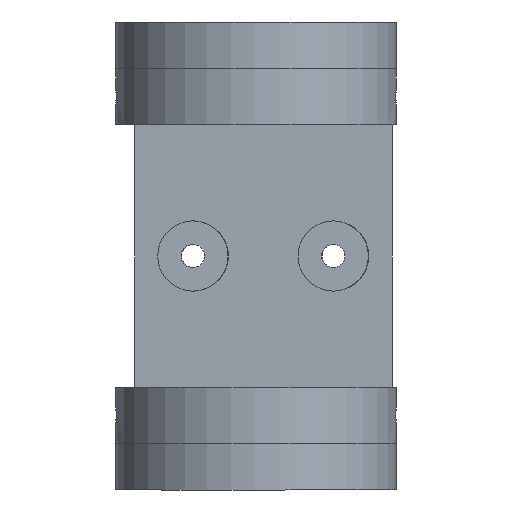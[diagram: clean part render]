
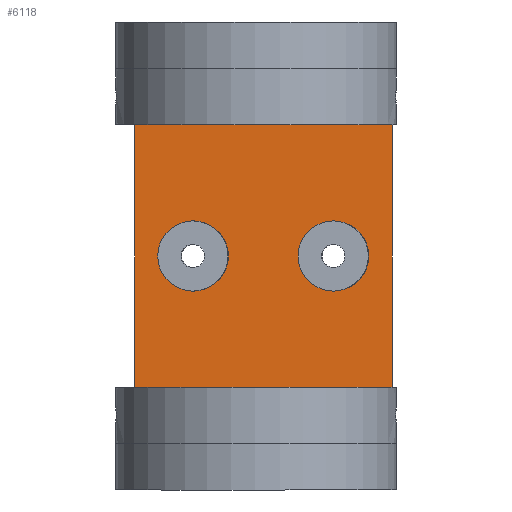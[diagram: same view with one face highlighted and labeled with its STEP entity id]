
A CAD part, left-side view. The second image highlights one B-rep face of the part: STEP entity #6118.
In plain terms, the highlighted face is planar.
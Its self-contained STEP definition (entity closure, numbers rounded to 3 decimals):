
#94 = CARTESIAN_POINT ( 'NONE',  ( 0., 10., 22.5 ) ) ;
#276 = DIRECTION ( 'NONE',  ( 0., 0., -1. ) ) ;
#334 = DIRECTION ( 'NONE',  ( 0., -1., 0. ) ) ;
#345 = DIRECTION ( 'NONE',  ( 1., 0., 0. ) ) ;
#370 = CIRCLE ( 'NONE', #2380, 7.5 ) ;
#657 = CIRCLE ( 'NONE', #3777, 7.5 ) ;
#750 = ORIENTED_EDGE ( 'NONE', *, *, #863, .T. ) ;
#863 = EDGE_CURVE ( 'NONE', #1689, #2556, #4108, .T. ) ;
#915 = CARTESIAN_POINT ( 'NONE',  ( 30., 10., 27.5 ) ) ;
#966 = AXIS2_PLACEMENT_3D ( 'NONE', #3175, #334, #3639 ) ;
#1124 = CIRCLE ( 'NONE', #5191, 7.5 ) ;
#1167 = CIRCLE ( 'NONE', #1684, 7.5 ) ;
#1216 = CARTESIAN_POINT ( 'NONE',  ( -40., 10., -27.5 ) ) ;
#1250 = EDGE_CURVE ( 'NONE', #4695, #1460, #1124, .T. ) ;
#1422 = DIRECTION ( 'NONE',  ( 0., 0., -1. ) ) ;
#1432 = EDGE_LOOP ( 'NONE', ( #5826, #2585 ) ) ;
#1442 = LINE ( 'NONE', #5288, #3907 ) ;
#1460 = VERTEX_POINT ( 'NONE', #5967 ) ;
#1543 = VECTOR ( 'NONE', #2881, 1000. ) ;
#1684 = AXIS2_PLACEMENT_3D ( 'NONE', #5600, #1842, #1886 ) ;
#1689 = VERTEX_POINT ( 'NONE', #5117 ) ;
#1842 = DIRECTION ( 'NONE',  ( 0., 1., 0. ) ) ;
#1886 = DIRECTION ( 'NONE',  ( 0., 0., -1. ) ) ;
#2051 = DIRECTION ( 'NONE',  ( 0., 0., -1. ) ) ;
#2079 = ORIENTED_EDGE ( 'NONE', *, *, #3247, .F. ) ;
#2226 = EDGE_LOOP ( 'NONE', ( #3293, #5126 ) ) ;
#2238 = EDGE_CURVE ( 'NONE', #1460, #4695, #657, .T. ) ;
#2242 = FACE_BOUND ( 'NONE', #1432, .T. ) ;
#2297 = CARTESIAN_POINT ( 'NONE',  ( -40., 10., 27.5 ) ) ;
#2303 = LINE ( 'NONE', #5754, #1543 ) ;
#2330 = DIRECTION ( 'NONE',  ( 0., 1., 0. ) ) ;
#2380 = AXIS2_PLACEMENT_3D ( 'NONE', #5157, #2330, #2825 ) ;
#2556 = VERTEX_POINT ( 'NONE', #5278 ) ;
#2585 = ORIENTED_EDGE ( 'NONE', *, *, #1250, .F. ) ;
#2699 = PLANE ( 'NONE',  #966 ) ;
#2724 = EDGE_CURVE ( 'NONE', #2846, #4630, #1167, .T. ) ;
#2819 = CARTESIAN_POINT ( 'NONE',  ( 0., 10., 7.5 ) ) ;
#2825 = DIRECTION ( 'NONE',  ( 0., 0., -1. ) ) ;
#2846 = VERTEX_POINT ( 'NONE', #94 ) ;
#2881 = DIRECTION ( 'NONE',  ( 0., 0., 1. ) ) ;
#3020 = VECTOR ( 'NONE', #5067, 1000. ) ;
#3175 = CARTESIAN_POINT ( 'NONE',  ( 0., 10., 0. ) ) ;
#3247 = EDGE_CURVE ( 'NONE', #1689, #5154, #2303, .T. ) ;
#3293 = ORIENTED_EDGE ( 'NONE', *, *, #5605, .F. ) ;
#3366 = FACE_OUTER_BOUND ( 'NONE', #6111, .T. ) ;
#3426 = CARTESIAN_POINT ( 'NONE',  ( 0., 10., -7.5 ) ) ;
#3572 = CARTESIAN_POINT ( 'NONE',  ( -30., 10., 27.5 ) ) ;
#3639 = DIRECTION ( 'NONE',  ( 0., 0., -1. ) ) ;
#3642 = FACE_BOUND ( 'NONE', #2226, .T. ) ;
#3777 = AXIS2_PLACEMENT_3D ( 'NONE', #5426, #5962, #276 ) ;
#3845 = DIRECTION ( 'NONE',  ( 0., 1., 0. ) ) ;
#3907 = VECTOR ( 'NONE', #2051, 1000. ) ;
#4064 = ORIENTED_EDGE ( 'NONE', *, *, #4685, .F. ) ;
#4108 = LINE ( 'NONE', #1216, #3020 ) ;
#4208 = ORIENTED_EDGE ( 'NONE', *, *, #4528, .T. ) ;
#4528 = EDGE_CURVE ( 'NONE', #4901, #5154, #5608, .T. ) ;
#4630 = VERTEX_POINT ( 'NONE', #2819 ) ;
#4685 = EDGE_CURVE ( 'NONE', #4901, #2556, #1442, .T. ) ;
#4695 = VERTEX_POINT ( 'NONE', #3426 ) ;
#4793 = CARTESIAN_POINT ( 'NONE',  ( 0., 10., -15. ) ) ;
#4866 = VECTOR ( 'NONE', #345, 1000. ) ;
#4901 = VERTEX_POINT ( 'NONE', #3572 ) ;
#5067 = DIRECTION ( 'NONE',  ( -1., 0., 0. ) ) ;
#5117 = CARTESIAN_POINT ( 'NONE',  ( 30., 10., -27.5 ) ) ;
#5126 = ORIENTED_EDGE ( 'NONE', *, *, #2724, .F. ) ;
#5154 = VERTEX_POINT ( 'NONE', #915 ) ;
#5157 = CARTESIAN_POINT ( 'NONE',  ( 0., 10., 15. ) ) ;
#5191 = AXIS2_PLACEMENT_3D ( 'NONE', #4793, #3845, #1422 ) ;
#5278 = CARTESIAN_POINT ( 'NONE',  ( -30., 10., -27.5 ) ) ;
#5288 = CARTESIAN_POINT ( 'NONE',  ( -30., 10., -27.5 ) ) ;
#5426 = CARTESIAN_POINT ( 'NONE',  ( 0., 10., -15. ) ) ;
#5600 = CARTESIAN_POINT ( 'NONE',  ( 0., 10., 15. ) ) ;
#5605 = EDGE_CURVE ( 'NONE', #4630, #2846, #370, .T. ) ;
#5608 = LINE ( 'NONE', #2297, #4866 ) ;
#5754 = CARTESIAN_POINT ( 'NONE',  ( 30., 10., -27.5 ) ) ;
#5826 = ORIENTED_EDGE ( 'NONE', *, *, #2238, .F. ) ;
#5962 = DIRECTION ( 'NONE',  ( 0., 1., 0. ) ) ;
#5967 = CARTESIAN_POINT ( 'NONE',  ( 0., 10., -22.5 ) ) ;
#6111 = EDGE_LOOP ( 'NONE', ( #2079, #750, #4064, #4208 ) ) ;
#6118 = ADVANCED_FACE ( 'NONE', ( #2242, #3366, #3642 ), #2699, .F. ) ;
